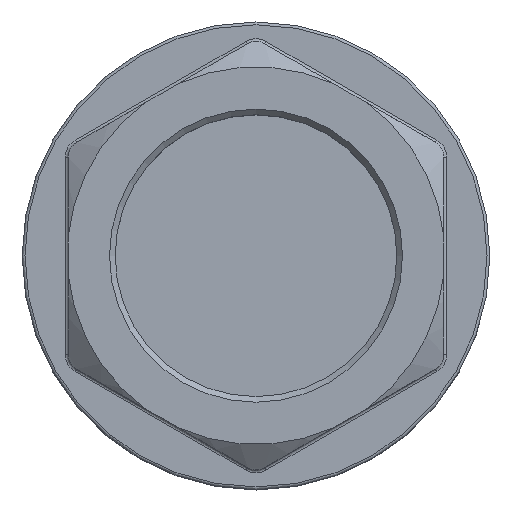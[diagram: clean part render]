
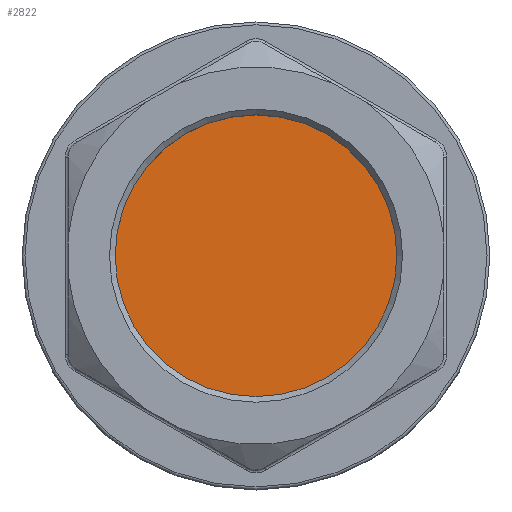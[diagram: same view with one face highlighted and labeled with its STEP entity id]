
A CAD part, top view. The second image highlights one B-rep face of the part: STEP entity #2822.
In plain terms, the highlighted planar face has unit normal (0, 0, 1).
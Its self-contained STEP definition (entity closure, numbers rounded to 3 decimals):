
#154=PLANE('',#3108);
#332=FACE_OUTER_BOUND('',#501,.T.);
#501=EDGE_LOOP('',(#2439));
#981=CIRCLE('',#3109,25.);
#1293=VERTEX_POINT('',#5615);
#1682=EDGE_CURVE('',#1293,#1293,#981,.T.);
#2439=ORIENTED_EDGE('',*,*,#1682,.F.);
#2822=ADVANCED_FACE('',(#332),#154,.F.);
#3108=AXIS2_PLACEMENT_3D('',#5614,#3805,#3806);
#3109=AXIS2_PLACEMENT_3D('',#5616,#3807,#3808);
#3805=DIRECTION('center_axis',(0.,0.,-1.));
#3806=DIRECTION('ref_axis',(-1.,0.,0.));
#3807=DIRECTION('center_axis',(0.,0.,-1.));
#3808=DIRECTION('ref_axis',(-1.,0.,0.));
#5614=CARTESIAN_POINT('Origin',(0.,0.,0.));
#5615=CARTESIAN_POINT('',(25.,0.,0.));
#5616=CARTESIAN_POINT('Origin',(0.,0.,0.));
